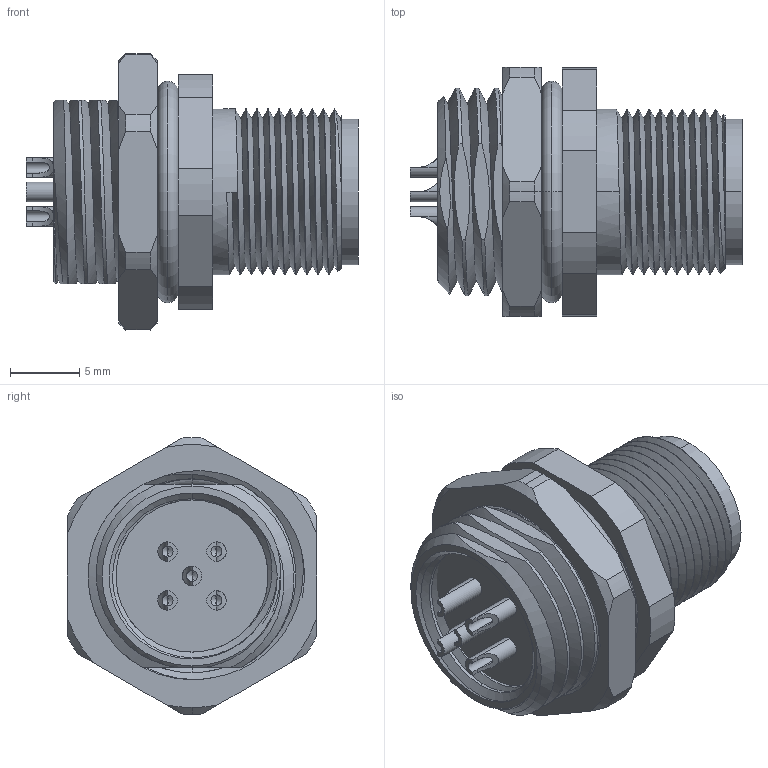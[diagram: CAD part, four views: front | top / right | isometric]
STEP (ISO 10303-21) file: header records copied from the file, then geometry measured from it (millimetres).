
FILE_DESCRIPTION (( 'STEP AP203' ), '1' );
FILE_NAME ('54-00189.STEP', '2020-10-15T17:03:00', ( '' ), ( '' ), 'SwSTEP 2.0', 'SolidWorks 2015', '' );
FILE_SCHEMA (( 'CONFIG_CONTROL_DESIGN' ));
Length unit declared in the file: millimetre
Products named in the file (6): 54-00189-04___; 54-00189-02; 54-00189; 54-00189-03___; 54-00189-01___; 54-00189-05___
Assembly tree (9 placements, depth 2):
  54-00189
    54-00189-01___
    54-00189-02
    54-00189-03___  x5
    54-00189-04___
    54-00189-05___
Bounding box: 24 x 18 x 20 mm (x, y, z)
Volume: 2730.2 mm3; surface area: 5278.1 mm2
Topology: 9 solids, 9 shells, 382 faces, 923 edges, 581 vertices
Faces by surface type: cylinder 168, plane 99, cone 61, torus 34, bspline 10, sphere 10
Entity records: 12134 total; most frequent: CARTESIAN_POINT 5674, ORIENTED_EDGE 1266, DIRECTION 1148, EDGE_CURVE 633, AXIS2_PLACEMENT_3D 457, VERTEX_POINT 413, EDGE_LOOP 278, FACE_OUTER_BOUND 246
